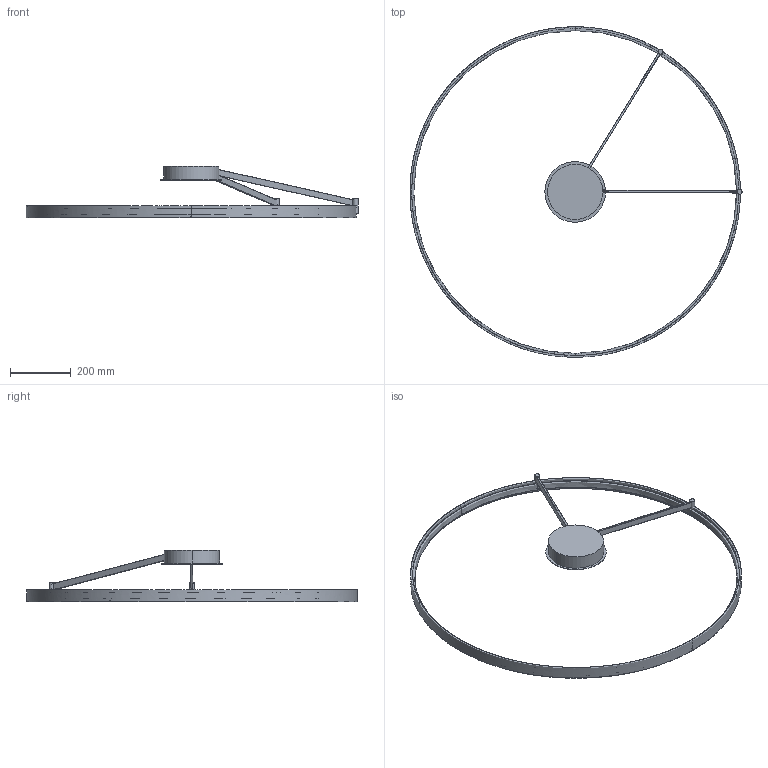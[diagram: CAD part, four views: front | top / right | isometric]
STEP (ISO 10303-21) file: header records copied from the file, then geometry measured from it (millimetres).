
FILE_DESCRIPTION(/* description */ (''),/* implementation_level */ '2;1');
FILE_NAME(/* name */ 'ANCDE0~1',/* time_stamp */ '2022-07-14T17:48:40+02:00',/* author */ (''),/* organization */ (''),/* preprocessor_version */ 'ST-DEVELOPER v16.5',/* originating_system */ '',/* authorisation */ '');
FILE_SCHEMA (('AUTOMOTIVE_DESIGN'));
Length unit declared in the file: millimetre
Products named in the file (1): Document
Bounding box: 1095.38 x 1090 x 169.7 mm (x, y, z)
Volume: 2579725.4 mm3; surface area: 727672.1 mm2
Topology: 8 solids, 8 shells, 61 faces, 125 edges, 78 vertices
Faces by surface type: bspline 38, plane 23
Entity records: 5300 total; most frequent: CARTESIAN_POINT 4504, ORIENTED_EDGE 250, EDGE_CURVE 125, VERTEX_POINT 78, EDGE_LOOP 63, ADVANCED_FACE 61, FACE_OUTER_BOUND 61, B_SPLINE_CURVE_WITH_KNOTS 32
